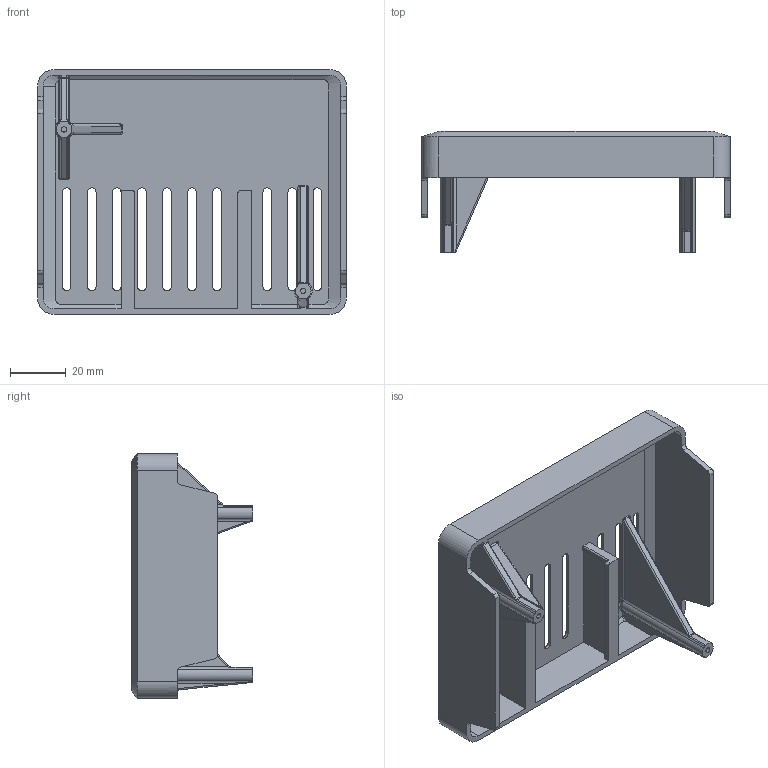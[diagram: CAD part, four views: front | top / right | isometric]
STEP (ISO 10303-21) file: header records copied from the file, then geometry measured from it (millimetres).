
FILE_DESCRIPTION (( 'STEP AP203' ), '1' );
FILE_NAME ('Jetson Nano Case Top Rev4.STEP', '2020-09-03T18:14:34', ( '' ), ( '' ), 'SwSTEP 2.0', 'SolidWorks 2019', '' );
FILE_SCHEMA (( 'CONFIG_CONTROL_DESIGN' ));
Length unit declared in the file: millimetre
Products named in the file (1): Jetson Nano Case Top Rev4
Bounding box: 111 x 43.5 x 88 mm (x, y, z)
Volume: 42595.9 mm3; surface area: 40659.6 mm2
Topology: 1 solids, 1 shells, 360 faces, 963 edges, 607 vertices
Faces by surface type: plane 118, cylinder 108, bspline 81, cone 33, torus 20
Entity records: 14104 total; most frequent: CARTESIAN_POINT 5474, ORIENTED_EDGE 1922, DIRECTION 1617, EDGE_CURVE 961, VERTEX_POINT 607, AXIS2_PLACEMENT_3D 565, LINE 487, VECTOR 487
